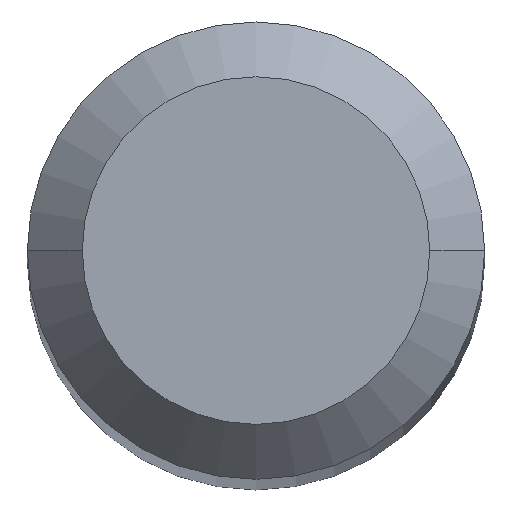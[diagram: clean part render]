
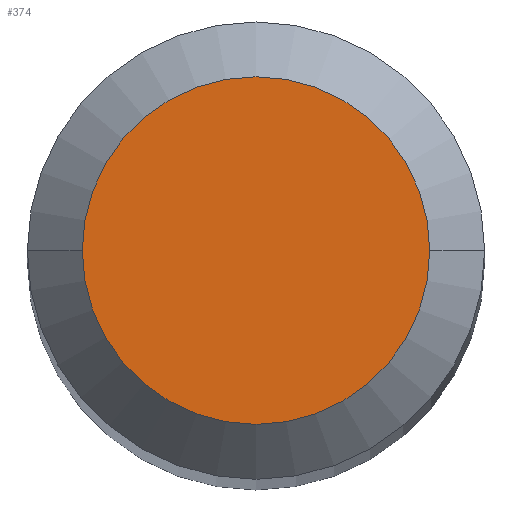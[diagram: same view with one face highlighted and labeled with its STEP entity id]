
A CAD part, top view. The second image highlights one B-rep face of the part: STEP entity #374.
In plain terms, the highlighted planar face has unit normal (0, 0, 1).
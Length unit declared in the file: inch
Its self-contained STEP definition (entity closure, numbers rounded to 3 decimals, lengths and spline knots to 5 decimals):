
#1 = CARTESIAN_POINT ( 'NONE',  ( 0.0475, 0., 0. ) ) ;
#52 = ORIENTED_EDGE ( 'NONE', *, *, #311, .T. ) ;
#57 = AXIS2_PLACEMENT_3D ( 'NONE', #395, #221, #245 ) ;
#116 = EDGE_LOOP ( 'NONE', ( #52, #337 ) ) ;
#141 = FACE_OUTER_BOUND ( 'NONE', #116, .T. ) ;
#185 = EDGE_CURVE ( 'NONE', #372, #434, #192, .T. ) ;
#192 = CIRCLE ( 'NONE', #213, 0.0475 ) ;
#206 = AXIS2_PLACEMENT_3D ( 'NONE', #329, #334, #436 ) ;
#208 = DIRECTION ( 'NONE',  ( 0., 0., 1. ) ) ;
#213 = AXIS2_PLACEMENT_3D ( 'NONE', #240, #208, #383 ) ;
#221 = DIRECTION ( 'NONE',  ( 0., 0., -1. ) ) ;
#240 = CARTESIAN_POINT ( 'NONE',  ( 0., 0., 0. ) ) ;
#245 = DIRECTION ( 'NONE',  ( -1., 0., 0. ) ) ;
#254 = PLANE ( 'NONE',  #57 ) ;
#311 = EDGE_CURVE ( 'NONE', #434, #372, #371, .T. ) ;
#329 = CARTESIAN_POINT ( 'NONE',  ( 0., 0., 0. ) ) ;
#334 = DIRECTION ( 'NONE',  ( 0., 0., 1. ) ) ;
#337 = ORIENTED_EDGE ( 'NONE', *, *, #185, .T. ) ;
#371 = CIRCLE ( 'NONE', #206, 0.0475 ) ;
#372 = VERTEX_POINT ( 'NONE', #1 ) ;
#374 = ADVANCED_FACE ( 'NONE', ( #141 ), #254, .F. ) ;
#383 = DIRECTION ( 'NONE',  ( 1., 0., 0. ) ) ;
#395 = CARTESIAN_POINT ( 'NONE',  ( 0., 0.0475, 0. ) ) ;
#434 = VERTEX_POINT ( 'NONE', #454 ) ;
#436 = DIRECTION ( 'NONE',  ( 1., 0., 0. ) ) ;
#454 = CARTESIAN_POINT ( 'NONE',  ( -0.0475, 0., 0. ) ) ;
